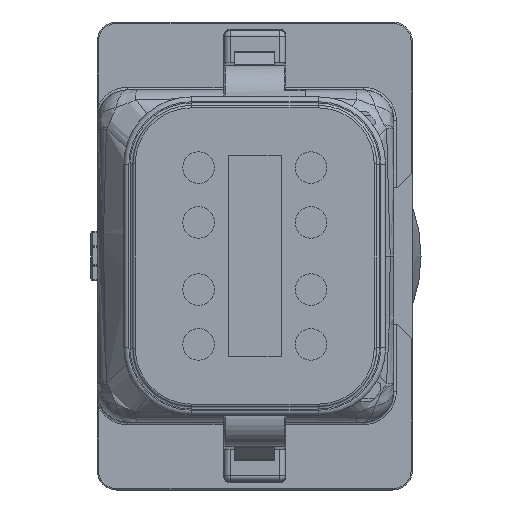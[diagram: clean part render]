
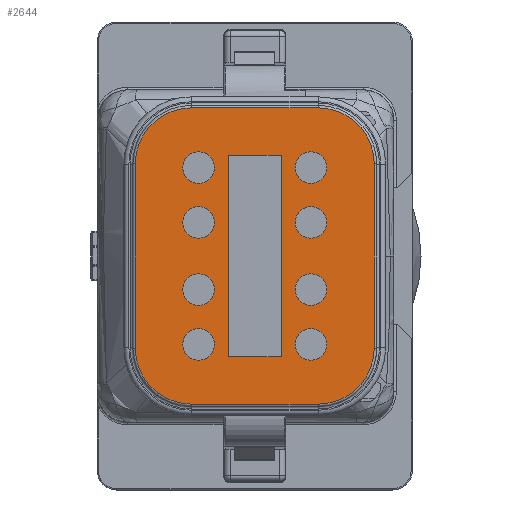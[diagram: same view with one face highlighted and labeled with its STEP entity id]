
A CAD part, front view. The second image highlights one B-rep face of the part: STEP entity #2644.
In plain terms, the highlighted planar face has unit normal (0, -1, 0).
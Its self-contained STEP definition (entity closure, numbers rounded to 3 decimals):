
#447=FACE_BOUND('',#5562,.T.);
#448=FACE_BOUND('',#5563,.T.);
#449=FACE_BOUND('',#5564,.T.);
#450=FACE_BOUND('',#5565,.T.);
#451=FACE_BOUND('',#5566,.T.);
#452=FACE_BOUND('',#5567,.T.);
#453=FACE_BOUND('',#5568,.T.);
#454=FACE_BOUND('',#5569,.T.);
#455=FACE_BOUND('',#5570,.T.);
#456=FACE_BOUND('',#5571,.T.);
#1438=PLANE('',#21616);
#2644=ADVANCED_FACE('',(#447,#448,#449,#450,#451,#452,#453,#454,#455,#456),
#1438,.T.);
#5562=EDGE_LOOP('',(#13458,#13459,#13460,#13461,#13462,#13463,#13464,#13465));
#5563=EDGE_LOOP('',(#13466,#13467,#13468,#13469));
#5564=EDGE_LOOP('',(#13470));
#5565=EDGE_LOOP('',(#13471));
#5566=EDGE_LOOP('',(#13472));
#5567=EDGE_LOOP('',(#13473));
#5568=EDGE_LOOP('',(#13474));
#5569=EDGE_LOOP('',(#13475));
#5570=EDGE_LOOP('',(#13476));
#5571=EDGE_LOOP('',(#13477));
#6684=LINE('',#42891,#7800);
#6687=LINE('',#42897,#7803);
#6689=LINE('',#42901,#7805);
#6691=LINE('',#42905,#7807);
#6692=LINE('',#42907,#7808);
#6693=LINE('',#42912,#7809);
#6694=LINE('',#42916,#7810);
#6695=LINE('',#42920,#7811);
#7800=VECTOR('',#27187,1.);
#7803=VECTOR('',#27192,1.);
#7805=VECTOR('',#27196,1.);
#7807=VECTOR('',#27200,1.);
#7808=VECTOR('',#27203,1.);
#7809=VECTOR('',#27206,1.);
#7810=VECTOR('',#27209,1.);
#7811=VECTOR('',#27212,1.);
#13458=ORIENTED_EDGE('',*,*,#18110,.T.);
#13459=ORIENTED_EDGE('',*,*,#18111,.T.);
#13460=ORIENTED_EDGE('',*,*,#18112,.T.);
#13461=ORIENTED_EDGE('',*,*,#18113,.T.);
#13462=ORIENTED_EDGE('',*,*,#18114,.T.);
#13463=ORIENTED_EDGE('',*,*,#18115,.T.);
#13464=ORIENTED_EDGE('',*,*,#18116,.T.);
#13465=ORIENTED_EDGE('',*,*,#18117,.T.);
#13466=ORIENTED_EDGE('',*,*,#18109,.F.);
#13467=ORIENTED_EDGE('',*,*,#18107,.F.);
#13468=ORIENTED_EDGE('',*,*,#18105,.F.);
#13469=ORIENTED_EDGE('',*,*,#18102,.F.);
#13470=ORIENTED_EDGE('',*,*,#18101,.F.);
#13471=ORIENTED_EDGE('',*,*,#18100,.F.);
#13472=ORIENTED_EDGE('',*,*,#18099,.F.);
#13473=ORIENTED_EDGE('',*,*,#18098,.F.);
#13474=ORIENTED_EDGE('',*,*,#18097,.F.);
#13475=ORIENTED_EDGE('',*,*,#18096,.F.);
#13476=ORIENTED_EDGE('',*,*,#18095,.F.);
#13477=ORIENTED_EDGE('',*,*,#18094,.F.);
#15247=VERTEX_POINT('',#42868);
#15248=VERTEX_POINT('',#42871);
#15249=VERTEX_POINT('',#42874);
#15250=VERTEX_POINT('',#42877);
#15251=VERTEX_POINT('',#42880);
#15252=VERTEX_POINT('',#42883);
#15253=VERTEX_POINT('',#42886);
#15254=VERTEX_POINT('',#42889);
#15255=VERTEX_POINT('',#42892);
#15256=VERTEX_POINT('',#42893);
#15257=VERTEX_POINT('',#42898);
#15258=VERTEX_POINT('',#42902);
#15259=VERTEX_POINT('',#42908);
#15260=VERTEX_POINT('',#42909);
#15261=VERTEX_POINT('',#42911);
#15262=VERTEX_POINT('',#42913);
#15263=VERTEX_POINT('',#42915);
#15264=VERTEX_POINT('',#42917);
#15265=VERTEX_POINT('',#42919);
#15266=VERTEX_POINT('',#42921);
#18094=EDGE_CURVE('',#15247,#15247,#19355,.T.);
#18095=EDGE_CURVE('',#15248,#15248,#19356,.T.);
#18096=EDGE_CURVE('',#15249,#15249,#19357,.T.);
#18097=EDGE_CURVE('',#15250,#15250,#19358,.T.);
#18098=EDGE_CURVE('',#15251,#15251,#19359,.T.);
#18099=EDGE_CURVE('',#15252,#15252,#19360,.T.);
#18100=EDGE_CURVE('',#15253,#15253,#19361,.T.);
#18101=EDGE_CURVE('',#15254,#15254,#19362,.T.);
#18102=EDGE_CURVE('',#15255,#15256,#6684,.T.);
#18105=EDGE_CURVE('',#15256,#15257,#6687,.T.);
#18107=EDGE_CURVE('',#15257,#15258,#6689,.T.);
#18109=EDGE_CURVE('',#15258,#15255,#6691,.T.);
#18110=EDGE_CURVE('',#15259,#15260,#6692,.T.);
#18111=EDGE_CURVE('',#15260,#15261,#19363,.T.);
#18112=EDGE_CURVE('',#15261,#15262,#6693,.T.);
#18113=EDGE_CURVE('',#15262,#15263,#19364,.T.);
#18114=EDGE_CURVE('',#15263,#15264,#6694,.T.);
#18115=EDGE_CURVE('',#15264,#15265,#19365,.T.);
#18116=EDGE_CURVE('',#15265,#15266,#6695,.T.);
#18117=EDGE_CURVE('',#15266,#15259,#19366,.T.);
#19355=CIRCLE('',#21592,1.28);
#19356=CIRCLE('',#21594,1.28);
#19357=CIRCLE('',#21596,1.28);
#19358=CIRCLE('',#21598,1.28);
#19359=CIRCLE('',#21600,1.28);
#19360=CIRCLE('',#21602,1.28);
#19361=CIRCLE('',#21604,1.28);
#19362=CIRCLE('',#21606,1.28);
#19363=CIRCLE('',#21612,4.55);
#19364=CIRCLE('',#21613,4.55);
#19365=CIRCLE('',#21614,4.55);
#19366=CIRCLE('',#21615,4.55);
#21592=AXIS2_PLACEMENT_3D('',#42867,#27155,#27156);
#21594=AXIS2_PLACEMENT_3D('',#42870,#27159,#27160);
#21596=AXIS2_PLACEMENT_3D('',#42873,#27163,#27164);
#21598=AXIS2_PLACEMENT_3D('',#42876,#27167,#27168);
#21600=AXIS2_PLACEMENT_3D('',#42879,#27171,#27172);
#21602=AXIS2_PLACEMENT_3D('',#42882,#27175,#27176);
#21604=AXIS2_PLACEMENT_3D('',#42885,#27179,#27180);
#21606=AXIS2_PLACEMENT_3D('',#42888,#27183,#27184);
#21612=AXIS2_PLACEMENT_3D('',#42910,#27204,#27205);
#21613=AXIS2_PLACEMENT_3D('',#42914,#27207,#27208);
#21614=AXIS2_PLACEMENT_3D('',#42918,#27210,#27211);
#21615=AXIS2_PLACEMENT_3D('',#42922,#27213,#27214);
#21616=AXIS2_PLACEMENT_3D('',#42923,#27215,#27216);
#27155=DIRECTION('',(0.,-1.,0.));
#27156=DIRECTION('',(1.,0.,0.));
#27159=DIRECTION('',(0.,-1.,0.));
#27160=DIRECTION('',(1.,0.,0.));
#27163=DIRECTION('',(0.,-1.,0.));
#27164=DIRECTION('',(1.,0.,0.));
#27167=DIRECTION('',(0.,-1.,0.));
#27168=DIRECTION('',(1.,0.,0.));
#27171=DIRECTION('',(0.,-1.,0.));
#27172=DIRECTION('',(1.,0.,0.));
#27175=DIRECTION('',(0.,-1.,0.));
#27176=DIRECTION('',(1.,0.,0.));
#27179=DIRECTION('',(0.,-1.,0.));
#27180=DIRECTION('',(1.,0.,0.));
#27183=DIRECTION('',(0.,-1.,0.));
#27184=DIRECTION('',(1.,0.,0.));
#27187=DIRECTION('',(1.,0.,0.));
#27192=DIRECTION('',(0.,0.,1.));
#27196=DIRECTION('',(-1.,0.,0.));
#27200=DIRECTION('',(0.,0.,-1.));
#27203=DIRECTION('',(0.,0.,1.));
#27204=DIRECTION('',(0.,-1.,0.));
#27205=DIRECTION('',(0.,0.,-1.));
#27206=DIRECTION('',(-1.,0.,0.));
#27207=DIRECTION('',(0.,-1.,0.));
#27208=DIRECTION('',(0.,0.,-1.));
#27209=DIRECTION('',(0.,0.,-1.));
#27210=DIRECTION('',(0.,-1.,0.));
#27211=DIRECTION('',(0.,0.,-1.));
#27212=DIRECTION('',(1.,0.,0.));
#27213=DIRECTION('',(0.,-1.,0.));
#27214=DIRECTION('',(0.,0.,-1.));
#27215=DIRECTION('',(0.,-1.,0.));
#27216=DIRECTION('',(0.,0.,1.));
#42867=CARTESIAN_POINT('',(4.56,0.,2.725));
#42868=CARTESIAN_POINT('',(5.84,0.,2.725));
#42870=CARTESIAN_POINT('',(4.56,0.,-7.175));
#42871=CARTESIAN_POINT('',(5.84,0.,-7.175));
#42873=CARTESIAN_POINT('',(-4.56,0.,2.725));
#42874=CARTESIAN_POINT('',(-3.28,0.,2.725));
#42876=CARTESIAN_POINT('',(-4.56,0.,-7.175));
#42877=CARTESIAN_POINT('',(-3.28,0.,-7.175));
#42879=CARTESIAN_POINT('',(-4.56,0.,-2.725));
#42880=CARTESIAN_POINT('',(-3.28,0.,-2.725));
#42882=CARTESIAN_POINT('',(-4.56,0.,7.175));
#42883=CARTESIAN_POINT('',(-3.28,0.,7.175));
#42885=CARTESIAN_POINT('',(4.56,0.,-2.725));
#42886=CARTESIAN_POINT('',(5.84,0.,-2.725));
#42888=CARTESIAN_POINT('',(4.56,0.,7.175));
#42889=CARTESIAN_POINT('',(5.84,0.,7.175));
#42891=CARTESIAN_POINT('',(-2.15,0.,-8.2));
#42892=CARTESIAN_POINT('',(-2.15,0.,-8.2));
#42893=CARTESIAN_POINT('',(2.15,0.,-8.2));
#42897=CARTESIAN_POINT('',(2.15,0.,-8.2));
#42898=CARTESIAN_POINT('',(2.15,0.,8.2));
#42901=CARTESIAN_POINT('',(2.15,0.,8.2));
#42902=CARTESIAN_POINT('',(-2.15,0.,8.2));
#42905=CARTESIAN_POINT('',(-2.15,0.,8.2));
#42907=CARTESIAN_POINT('',(9.7,0.,7.475));
#42908=CARTESIAN_POINT('',(9.7,0.,-7.475));
#42909=CARTESIAN_POINT('',(9.7,0.,7.475));
#42910=CARTESIAN_POINT('',(5.15,0.,7.475));
#42911=CARTESIAN_POINT('',(5.15,0.,12.025));
#42912=CARTESIAN_POINT('',(-5.15,0.,12.025));
#42913=CARTESIAN_POINT('',(-5.15,0.,12.025));
#42914=CARTESIAN_POINT('',(-5.15,0.,7.475));
#42915=CARTESIAN_POINT('',(-9.7,0.,7.475));
#42916=CARTESIAN_POINT('',(-9.7,0.,7.475));
#42917=CARTESIAN_POINT('',(-9.7,0.,-7.475));
#42918=CARTESIAN_POINT('',(-5.15,0.,-7.475));
#42919=CARTESIAN_POINT('',(-5.15,0.,-12.025));
#42920=CARTESIAN_POINT('',(-5.15,0.,-12.025));
#42921=CARTESIAN_POINT('',(5.15,0.,-12.025));
#42922=CARTESIAN_POINT('',(5.15,0.,-7.475));
#42923=CARTESIAN_POINT('',(-5.15,0.,7.475));
